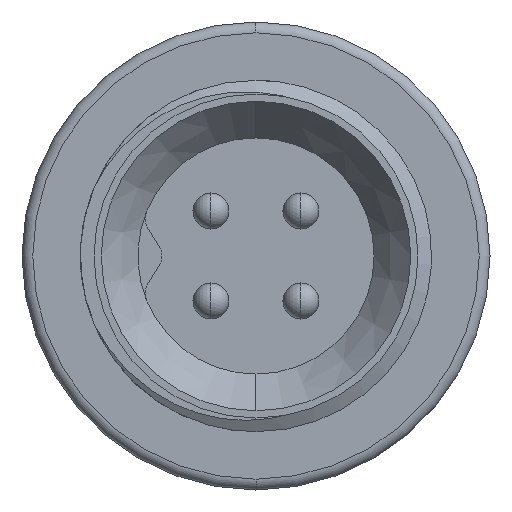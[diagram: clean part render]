
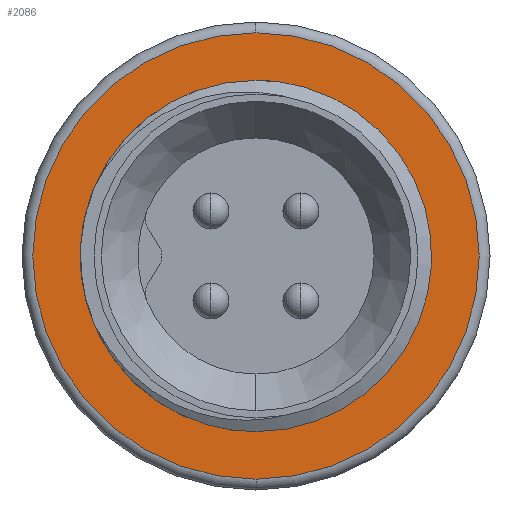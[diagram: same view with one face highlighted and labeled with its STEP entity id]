
A CAD part, left-side view. The second image highlights one B-rep face of the part: STEP entity #2086.
In plain terms, the highlighted planar face has unit normal (-1, 0, 0).
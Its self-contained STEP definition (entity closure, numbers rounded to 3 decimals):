
#107 = CARTESIAN_POINT ( 'NONE',  ( 3.6, -1.777, -1.226 ) ) ;
#179 = CARTESIAN_POINT ( 'NONE',  ( 3.6, -1.931, -0.989 ) ) ;
#181 = CARTESIAN_POINT ( 'NONE',  ( 3.6, -0.183, 2.433 ) ) ;
#196 = DIRECTION ( 'NONE',  ( 0., 0., -1. ) ) ;
#229 = CARTESIAN_POINT ( 'NONE',  ( 3.6, -1.785, 1.514 ) ) ;
#264 = CARTESIAN_POINT ( 'NONE',  ( 3.6, -0.183, 2.433 ) ) ;
#273 = FACE_OUTER_BOUND ( 'NONE', #2580, .T. ) ;
#288 = CARTESIAN_POINT ( 'NONE',  ( 3.6, 1.805, -1.33 ) ) ;
#294 = DIRECTION ( 'NONE',  ( 0., 0., -1. ) ) ;
#305 = AXIS2_PLACEMENT_3D ( 'NONE', #3649, #2144, #294 ) ;
#365 = FACE_BOUND ( 'NONE', #1842, .T. ) ;
#372 = VECTOR ( 'NONE', #1338, 1000. ) ;
#424 = EDGE_CURVE ( 'NONE', #4334, #1006, #868, .T. ) ;
#467 = CARTESIAN_POINT ( 'NONE',  ( 3.6, -1.597, -1.44 ) ) ;
#567 = DIRECTION ( 'NONE',  ( -1., 0., 0. ) ) ;
#571 = CARTESIAN_POINT ( 'NONE',  ( 3.6, -0.911, 2.224 ) ) ;
#616 = CARTESIAN_POINT ( 'NONE',  ( 3.6, -2.029, -0.825 ) ) ;
#638 = CARTESIAN_POINT ( 'NONE',  ( 3.6, -0.37, 2.408 ) ) ;
#650 = CARTESIAN_POINT ( 'NONE',  ( 3.6, 1.343, -1.746 ) ) ;
#652 = DIRECTION ( 'NONE',  ( 1., 0., 0. ) ) ;
#663 = B_SPLINE_CURVE_WITH_KNOTS ( 'NONE', 3,
 ( #181, #638, #1659, #571, #2048, #4678, #4750, #229, #1297, #4704, #2791, #934, #2899, #1324, #616, #4310 ),
 .UNSPECIFIED., .F., .F.,
 ( 4, 2, 2, 2, 2, 2, 2, 4 ),
 ( 0., 0.001, 0.001, 0.002, 0.003, 0.004, 0.004, 0.005 ),
 .UNSPECIFIED. ) ;
#675 = CARTESIAN_POINT ( 'NONE',  ( 3.6, 0., 0. ) ) ;
#680 = CIRCLE ( 'NONE', #2961, 3.1 ) ;
#840 = AXIS2_PLACEMENT_3D ( 'NONE', #3232, #567, #3183 ) ;
#844 = VERTEX_POINT ( 'NONE', #2780 ) ;
#868 = CIRCLE ( 'NONE', #1491, 2.44 ) ;
#934 = CARTESIAN_POINT ( 'NONE',  ( 3.6, -2.235, -0.096 ) ) ;
#939 = ORIENTED_EDGE ( 'NONE', *, *, #2533, .F. ) ;
#955 = CARTESIAN_POINT ( 'NONE',  ( 3.6, 0.029, -2.142 ) ) ;
#975 = CARTESIAN_POINT ( 'NONE',  ( 3.6, 0., 0. ) ) ;
#1006 = VERTEX_POINT ( 'NONE', #264 ) ;
#1023 = CARTESIAN_POINT ( 'NONE',  ( 3.6, 1.168, -1.855 ) ) ;
#1046 = CARTESIAN_POINT ( 'NONE',  ( 3.6, 0., 0. ) ) ;
#1076 = DIRECTION ( 'NONE',  ( 0., 0., -1. ) ) ;
#1087 = CARTESIAN_POINT ( 'NONE',  ( 3.6, 0., 2.44 ) ) ;
#1157 = ORIENTED_EDGE ( 'NONE', *, *, #3294, .T. ) ;
#1264 = LINE ( 'NONE', #2061, #372 ) ;
#1297 = CARTESIAN_POINT ( 'NONE',  ( 3.6, -1.894, 1.355 ) ) ;
#1321 = CARTESIAN_POINT ( 'NONE',  ( 3.6, -0.39, -2.102 ) ) ;
#1324 = CARTESIAN_POINT ( 'NONE',  ( 3.6, -2.104, -0.65 ) ) ;
#1338 = DIRECTION ( 'NONE',  ( 0., -1., 0. ) ) ;
#1347 = CARTESIAN_POINT ( 'NONE',  ( 3.6, 0.976, -1.937 ) ) ;
#1491 = AXIS2_PLACEMENT_3D ( 'NONE', #675, #1807, #1076 ) ;
#1494 = ORIENTED_EDGE ( 'NONE', *, *, #3347, .T. ) ;
#1544 = CIRCLE ( 'NONE', #2322, 2.44 ) ;
#1546 = VERTEX_POINT ( 'NONE', #4359 ) ;
#1568 = VERTEX_POINT ( 'NONE', #2426 ) ;
#1591 = VERTEX_POINT ( 'NONE', #3609 ) ;
#1657 = CARTESIAN_POINT ( 'NONE',  ( 3.6, -1.858, -1.11 ) ) ;
#1659 = CARTESIAN_POINT ( 'NONE',  ( 3.6, -0.555, 2.361 ) ) ;
#1694 = ORIENTED_EDGE ( 'NONE', *, *, #424, .T. ) ;
#1737 = CARTESIAN_POINT ( 'NONE',  ( 3.6, 0.449, -2.104 ) ) ;
#1759 = CARTESIAN_POINT ( 'NONE',  ( 3.6, 0.848, -1.992 ) ) ;
#1807 = DIRECTION ( 'NONE',  ( 1., 0., 0. ) ) ;
#1842 = EDGE_LOOP ( 'NONE', ( #939, #1974, #1694, #3048, #1494, #1157 ) ) ;
#1974 = ORIENTED_EDGE ( 'NONE', *, *, #3974, .T. ) ;
#2025 = VERTEX_POINT ( 'NONE', #4797 ) ;
#2048 = CARTESIAN_POINT ( 'NONE',  ( 3.6, -1.078, 2.137 ) ) ;
#2061 = CARTESIAN_POINT ( 'NONE',  ( 3.6, 2.133, 0. ) ) ;
#2086 = ADVANCED_FACE ( 'NONE', ( #273, #365 ), #4451, .F. ) ;
#2138 = CARTESIAN_POINT ( 'NONE',  ( 3.6, 1.663, -1.484 ) ) ;
#2144 = DIRECTION ( 'NONE',  ( 1., 0., 0. ) ) ;
#2266 = CARTESIAN_POINT ( 'NONE',  ( 3.6, 2.269, -0.414 ) ) ;
#2322 = AXIS2_PLACEMENT_3D ( 'NONE', #1046, #652, #2960 ) ;
#2360 = CARTESIAN_POINT ( 'NONE',  ( 3.6, 2.321, 0. ) ) ;
#2426 = CARTESIAN_POINT ( 'NONE',  ( 3.6, 0., -3.1 ) ) ;
#2522 = CARTESIAN_POINT ( 'NONE',  ( 3.6, 0.31, -2.125 ) ) ;
#2533 = EDGE_CURVE ( 'NONE', #1546, #3784, #1264, .T. ) ;
#2580 = EDGE_LOOP ( 'NONE', ( #3752, #3778 ) ) ;
#2674 = CARTESIAN_POINT ( 'NONE',  ( 3.6, -0.922, -1.93 ) ) ;
#2718 = CARTESIAN_POINT ( 'NONE',  ( 3.6, -0.526, -2.072 ) ) ;
#2780 = CARTESIAN_POINT ( 'NONE',  ( 3.6, -1.931, -0.989 ) ) ;
#2791 = CARTESIAN_POINT ( 'NONE',  ( 3.6, -2.244, 0.471 ) ) ;
#2861 = CARTESIAN_POINT ( 'NONE',  ( 3.6, 2.321, 0. ) ) ;
#2899 = CARTESIAN_POINT ( 'NONE',  ( 3.6, -2.207, -0.287 ) ) ;
#2960 = DIRECTION ( 'NONE',  ( 0., 0., -1. ) ) ;
#2961 = AXIS2_PLACEMENT_3D ( 'NONE', #975, #4274, #196 ) ;
#2981 = CARTESIAN_POINT ( 'NONE',  ( 3.6, 0.976, -1.937 ) ) ;
#3048 = ORIENTED_EDGE ( 'NONE', *, *, #4782, .T. ) ;
#3157 = CARTESIAN_POINT ( 'NONE',  ( 3.6, -1.497, -1.539 ) ) ;
#3183 = DIRECTION ( 'NONE',  ( 0., 0., -1. ) ) ;
#3232 = CARTESIAN_POINT ( 'NONE',  ( 3.6, 0., 0. ) ) ;
#3266 = CIRCLE ( 'NONE', #840, 3.1 ) ;
#3294 = EDGE_CURVE ( 'NONE', #2025, #3784, #4640, .T. ) ;
#3347 = EDGE_CURVE ( 'NONE', #844, #2025, #4575, .T. ) ;
#3407 = EDGE_CURVE ( 'NONE', #1568, #1591, #3266, .T. ) ;
#3411 = CARTESIAN_POINT ( 'NONE',  ( 3.6, 2.31, -0.208 ) ) ;
#3451 = CARTESIAN_POINT ( 'NONE',  ( 3.6, -1.166, -1.795 ) ) ;
#3609 = CARTESIAN_POINT ( 'NONE',  ( 3.6, 0., 3.1 ) ) ;
#3630 = CARTESIAN_POINT ( 'NONE',  ( 3.6, -0.113, -2.138 ) ) ;
#3649 = CARTESIAN_POINT ( 'NONE',  ( 3.6, 0., 0. ) ) ;
#3752 = ORIENTED_EDGE ( 'NONE', *, *, #3407, .T. ) ;
#3778 = ORIENTED_EDGE ( 'NONE', *, *, #3803, .T. ) ;
#3784 = VERTEX_POINT ( 'NONE', #2861 ) ;
#3803 = EDGE_CURVE ( 'NONE', #1591, #1568, #680, .T. ) ;
#3974 = EDGE_CURVE ( 'NONE', #1546, #4334, #1544, .T. ) ;
#4150 = CARTESIAN_POINT ( 'NONE',  ( 3.6, 2.136, -0.803 ) ) ;
#4164 = CARTESIAN_POINT ( 'NONE',  ( 3.6, -0.791, -1.986 ) ) ;
#4222 = CARTESIAN_POINT ( 'NONE',  ( 3.6, 2.04, -0.991 ) ) ;
#4274 = DIRECTION ( 'NONE',  ( -1., 0., 0. ) ) ;
#4310 = CARTESIAN_POINT ( 'NONE',  ( 3.6, -1.931, -0.989 ) ) ;
#4334 = VERTEX_POINT ( 'NONE', #1087 ) ;
#4359 = CARTESIAN_POINT ( 'NONE',  ( 3.6, 2.44, 0. ) ) ;
#4451 = PLANE ( 'NONE',  #305 ) ;
#4575 = B_SPLINE_CURVE_WITH_KNOTS ( 'NONE', 3,
 ( #179, #1657, #107, #467, #3157, #4651, #3451, #2674, #4164, #2718, #1321, #3630, #955, #2522, #1737, #4675, #1759, #1347 ),
 .UNSPECIFIED., .F., .F.,
 ( 4, 2, 2, 2, 2, 2, 2, 2, 4 ),
 ( 0., 0., 0.001, 0.001, 0.002, 0.002, 0.003, 0.003, 0.003 ),
 .UNSPECIFIED. ) ;
#4640 = B_SPLINE_CURVE_WITH_KNOTS ( 'NONE', 3,
 ( #2981, #1023, #650, #2138, #288, #4222, #4150, #2266, #3411, #2360 ),
 .UNSPECIFIED., .F., .F.,
 ( 4, 2, 2, 2, 4 ),
 ( 0., 0.001, 0.001, 0.002, 0.002 ),
 .UNSPECIFIED. ) ;
#4651 = CARTESIAN_POINT ( 'NONE',  ( 3.6, -1.281, -1.717 ) ) ;
#4675 = CARTESIAN_POINT ( 'NONE',  ( 3.6, 0.718, -2.037 ) ) ;
#4678 = CARTESIAN_POINT ( 'NONE',  ( 3.6, -1.392, 1.922 ) ) ;
#4704 = CARTESIAN_POINT ( 'NONE',  ( 3.6, -2.154, 0.851 ) ) ;
#4750 = CARTESIAN_POINT ( 'NONE',  ( 3.6, -1.535, 1.796 ) ) ;
#4782 = EDGE_CURVE ( 'NONE', #1006, #844, #663, .T. ) ;
#4797 = CARTESIAN_POINT ( 'NONE',  ( 3.6, 0.976, -1.937 ) ) ;
